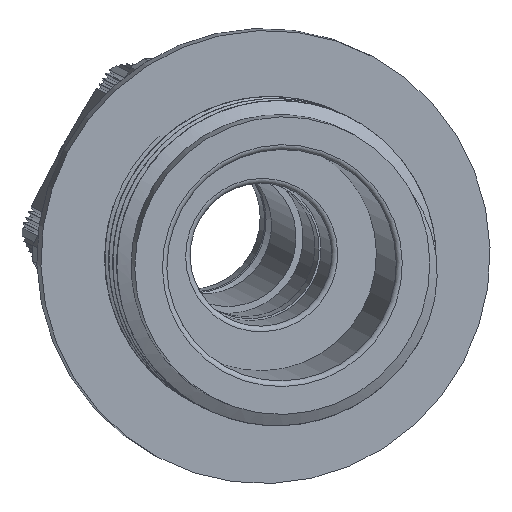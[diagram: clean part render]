
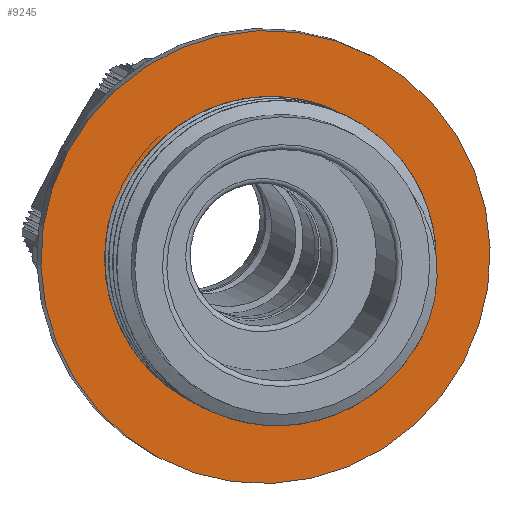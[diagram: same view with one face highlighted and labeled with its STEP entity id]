
A CAD part, top view. The second image highlights one B-rep face of the part: STEP entity #9245.
In plain terms, the highlighted face is planar.
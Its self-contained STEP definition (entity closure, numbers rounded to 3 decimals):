
#357=FACE_BOUND('',#2154,.T.);
#729=CIRCLE('',#10357,8.8);
#731=CIRCLE('',#10360,13.);
#1106=PLANE('',#10363);
#1612=FACE_OUTER_BOUND('',#2153,.T.);
#2153=EDGE_LOOP('',(#8671));
#2154=EDGE_LOOP('',(#8672));
#4550=VERTEX_POINT('',#19101);
#4552=VERTEX_POINT('',#19106);
#5923=EDGE_CURVE('',#4550,#4550,#729,.T.);
#5925=EDGE_CURVE('',#4552,#4552,#731,.T.);
#8671=ORIENTED_EDGE('',*,*,#5925,.T.);
#8672=ORIENTED_EDGE('',*,*,#5923,.T.);
#9245=ADVANCED_FACE('',(#1612,#357),#1106,.T.);
#10357=AXIS2_PLACEMENT_3D('',#19102,#13119,#13120);
#10360=AXIS2_PLACEMENT_3D('',#19107,#13125,#13126);
#10363=AXIS2_PLACEMENT_3D('',#19111,#13131,#13132);
#13119=DIRECTION('center_axis',(0.,0.,-1.));
#13120=DIRECTION('ref_axis',(-1.,0.,0.));
#13125=DIRECTION('center_axis',(0.,0.,1.));
#13126=DIRECTION('ref_axis',(-1.,0.,0.));
#13131=DIRECTION('center_axis',(0.,0.,1.));
#13132=DIRECTION('ref_axis',(1.,0.,0.));
#19101=CARTESIAN_POINT('',(8.8,0.,1.53));
#19102=CARTESIAN_POINT('Origin',(0.,0.,1.53));
#19106=CARTESIAN_POINT('',(13.,0.,1.53));
#19107=CARTESIAN_POINT('Origin',(0.,0.,1.53));
#19111=CARTESIAN_POINT('Origin',(0.,0.,1.53));
